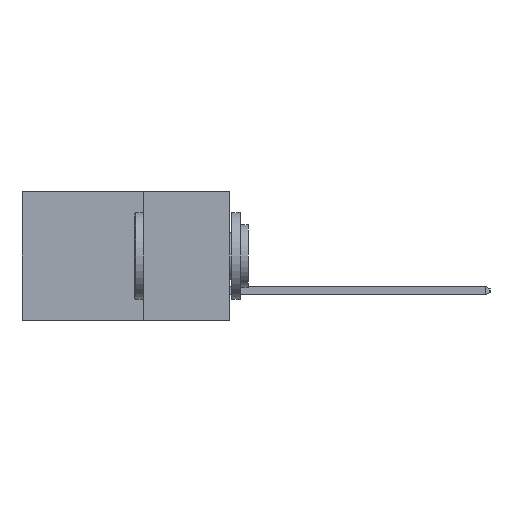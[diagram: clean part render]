
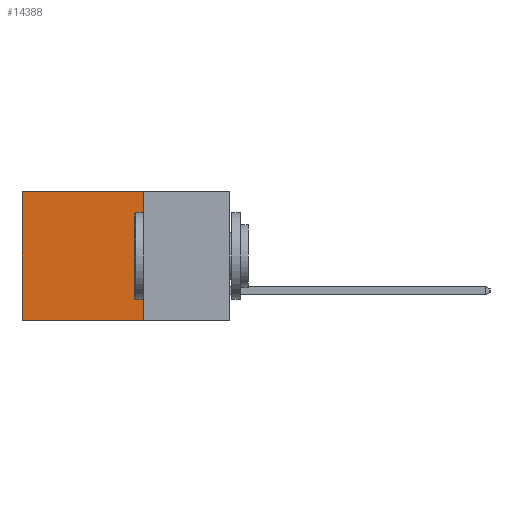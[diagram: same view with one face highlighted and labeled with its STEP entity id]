
A CAD part, left-side view. The second image highlights one B-rep face of the part: STEP entity #14388.
In plain terms, the highlighted planar face has unit normal (-1, 0, 0).
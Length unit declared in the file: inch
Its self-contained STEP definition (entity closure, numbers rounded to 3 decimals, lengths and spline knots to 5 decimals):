
#1255 = EDGE_CURVE ( 'NONE', #10291, #22208, #3888, .T. ) ;
#1468 = ORIENTED_EDGE ( 'NONE', *, *, #7496, .T. ) ;
#1792 = AXIS2_PLACEMENT_3D ( 'NONE', #14436, #16130, #5565 ) ;
#1888 = EDGE_CURVE ( 'NONE', #12262, #18447, #13642, .T. ) ;
#1912 = PLANE ( 'NONE',  #1792 ) ;
#2018 = VECTOR ( 'NONE', #14205, 39.37008 ) ;
#2690 = VECTOR ( 'NONE', #14971, 39.37008 ) ;
#3888 = LINE ( 'NONE', #9841, #21900 ) ;
#4003 = ORIENTED_EDGE ( 'NONE', *, *, #16361, .F. ) ;
#5323 = CARTESIAN_POINT ( 'NONE',  ( 0.298, 0.25, 0. ) ) ;
#5565 = DIRECTION ( 'NONE',  ( 0., 0., -1. ) ) ;
#5649 = DIRECTION ( 'NONE',  ( 0., 0., -1. ) ) ;
#6533 = ORIENTED_EDGE ( 'NONE', *, *, #1888, .T. ) ;
#7496 = EDGE_CURVE ( 'NONE', #10291, #12262, #7967, .T. ) ;
#7967 = LINE ( 'NONE', #5323, #2018 ) ;
#8517 = FACE_OUTER_BOUND ( 'NONE', #15242, .T. ) ;
#9052 = CARTESIAN_POINT ( 'NONE',  ( 0.298, 0.25, 0. ) ) ;
#9841 = CARTESIAN_POINT ( 'NONE',  ( 0.298, 0.25, 0. ) ) ;
#10291 = VERTEX_POINT ( 'NONE', #9052 ) ;
#10790 = ORIENTED_EDGE ( 'NONE', *, *, #1255, .F. ) ;
#11819 = CARTESIAN_POINT ( 'NONE',  ( 0.298, 0.6, 0. ) ) ;
#12262 = VERTEX_POINT ( 'NONE', #15882 ) ;
#12649 = DIRECTION ( 'NONE',  ( 0., 0., -1. ) ) ;
#13052 = CARTESIAN_POINT ( 'NONE',  ( 0.298, 0.25, -0.37 ) ) ;
#13642 = LINE ( 'NONE', #11819, #17637 ) ;
#14205 = DIRECTION ( 'NONE',  ( 0., 1., 0. ) ) ;
#14388 = ADVANCED_FACE ( 'NONE', ( #8517 ), #1912, .F. ) ;
#14436 = CARTESIAN_POINT ( 'NONE',  ( 0.298, 0.25, 0. ) ) ;
#14603 = CARTESIAN_POINT ( 'NONE',  ( 0.298, 0.6, -0.37 ) ) ;
#14971 = DIRECTION ( 'NONE',  ( 0., 1., 0. ) ) ;
#15242 = EDGE_LOOP ( 'NONE', ( #6533, #4003, #10790, #1468 ) ) ;
#15882 = CARTESIAN_POINT ( 'NONE',  ( 0.298, 0.6, 0. ) ) ;
#16130 = DIRECTION ( 'NONE',  ( 1., 0., 0. ) ) ;
#16361 = EDGE_CURVE ( 'NONE', #22208, #18447, #16834, .T. ) ;
#16834 = LINE ( 'NONE', #18354, #2690 ) ;
#17637 = VECTOR ( 'NONE', #12649, 39.37008 ) ;
#18354 = CARTESIAN_POINT ( 'NONE',  ( 0.298, 0.25, -0.37 ) ) ;
#18447 = VERTEX_POINT ( 'NONE', #14603 ) ;
#21900 = VECTOR ( 'NONE', #5649, 39.37008 ) ;
#22208 = VERTEX_POINT ( 'NONE', #13052 ) ;
